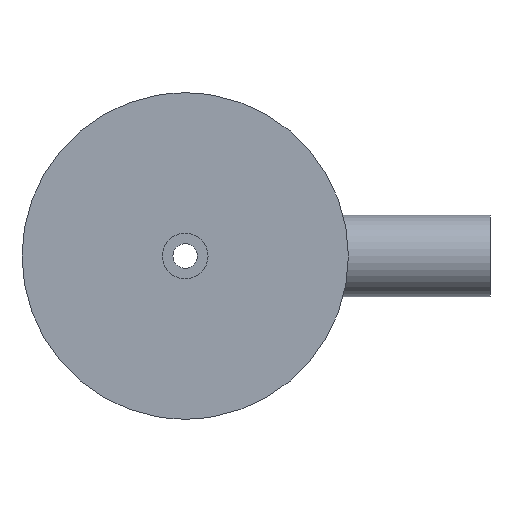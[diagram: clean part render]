
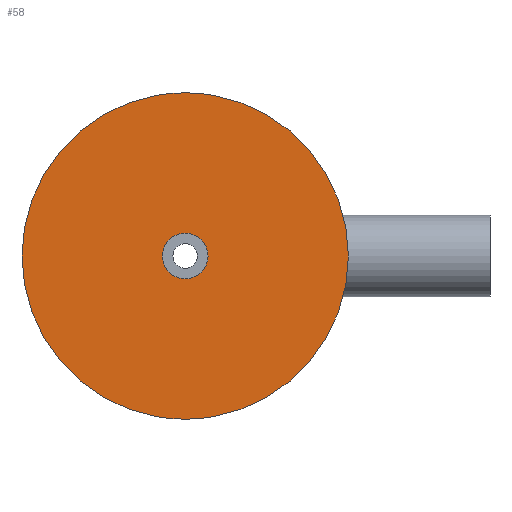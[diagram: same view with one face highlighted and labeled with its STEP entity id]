
A CAD part, front view. The second image highlights one B-rep face of the part: STEP entity #58.
In plain terms, the highlighted planar face has unit normal (0, -1, 0).
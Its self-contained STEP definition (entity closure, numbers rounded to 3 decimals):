
#15 = DIRECTION ( 'NONE',  ( 0., -1., 0. ) ) ;
#51 = DIRECTION ( 'NONE',  ( 0., 0., -1. ) ) ;
#58 = ADVANCED_FACE ( 'NONE', ( #992, #1462 ), #210, .T. ) ;
#68 = CARTESIAN_POINT ( 'NONE',  ( 0., 0., 0. ) ) ;
#82 = VERTEX_POINT ( 'NONE', #1336 ) ;
#135 = CARTESIAN_POINT ( 'NONE',  ( 20., 0., 0. ) ) ;
#139 = EDGE_CURVE ( 'NONE', #1770, #1233, #691, .T. ) ;
#210 = PLANE ( 'NONE',  #1724 ) ;
#340 = ORIENTED_EDGE ( 'NONE', *, *, #1674, .F. ) ;
#359 = ORIENTED_EDGE ( 'NONE', *, *, #139, .F. ) ;
#375 = AXIS2_PLACEMENT_3D ( 'NONE', #774, #15, #935 ) ;
#390 = DIRECTION ( 'NONE',  ( 0., 0., -1. ) ) ;
#440 = AXIS2_PLACEMENT_3D ( 'NONE', #68, #1466, #1162 ) ;
#526 = CARTESIAN_POINT ( 'NONE',  ( 0., 0., 0. ) ) ;
#534 = CIRCLE ( 'NONE', #440, 20. ) ;
#638 = AXIS2_PLACEMENT_3D ( 'NONE', #722, #693, #390 ) ;
#672 = CARTESIAN_POINT ( 'NONE',  ( 0., 0., 2.8 ) ) ;
#691 = CIRCLE ( 'NONE', #1401, 20. ) ;
#693 = DIRECTION ( 'NONE',  ( 0., -1., 0. ) ) ;
#712 = EDGE_CURVE ( 'NONE', #1233, #1770, #534, .T. ) ;
#722 = CARTESIAN_POINT ( 'NONE',  ( 0., 0., 0. ) ) ;
#741 = VERTEX_POINT ( 'NONE', #672 ) ;
#774 = CARTESIAN_POINT ( 'NONE',  ( 0., 0., 0. ) ) ;
#807 = DIRECTION ( 'NONE',  ( 0., -1., 0. ) ) ;
#865 = CIRCLE ( 'NONE', #638, 2.8 ) ;
#917 = EDGE_CURVE ( 'NONE', #741, #82, #1497, .T. ) ;
#919 = EDGE_LOOP ( 'NONE', ( #981, #359 ) ) ;
#927 = CARTESIAN_POINT ( 'NONE',  ( -20., 0., 0. ) ) ;
#935 = DIRECTION ( 'NONE',  ( 0., 0., -1. ) ) ;
#981 = ORIENTED_EDGE ( 'NONE', *, *, #712, .F. ) ;
#992 = FACE_BOUND ( 'NONE', #1590, .T. ) ;
#1020 = CARTESIAN_POINT ( 'NONE',  ( 0., 0., 0. ) ) ;
#1162 = DIRECTION ( 'NONE',  ( 0., 0., 1. ) ) ;
#1165 = ORIENTED_EDGE ( 'NONE', *, *, #917, .F. ) ;
#1233 = VERTEX_POINT ( 'NONE', #927 ) ;
#1336 = CARTESIAN_POINT ( 'NONE',  ( 0., 0., -2.8 ) ) ;
#1401 = AXIS2_PLACEMENT_3D ( 'NONE', #1020, #1783, #1919 ) ;
#1462 = FACE_OUTER_BOUND ( 'NONE', #919, .T. ) ;
#1466 = DIRECTION ( 'NONE',  ( 0., 1., 0. ) ) ;
#1497 = CIRCLE ( 'NONE', #375, 2.8 ) ;
#1590 = EDGE_LOOP ( 'NONE', ( #340, #1165 ) ) ;
#1674 = EDGE_CURVE ( 'NONE', #82, #741, #865, .T. ) ;
#1724 = AXIS2_PLACEMENT_3D ( 'NONE', #526, #807, #51 ) ;
#1770 = VERTEX_POINT ( 'NONE', #135 ) ;
#1783 = DIRECTION ( 'NONE',  ( 0., 1., 0. ) ) ;
#1919 = DIRECTION ( 'NONE',  ( 0., 0., 1. ) ) ;
